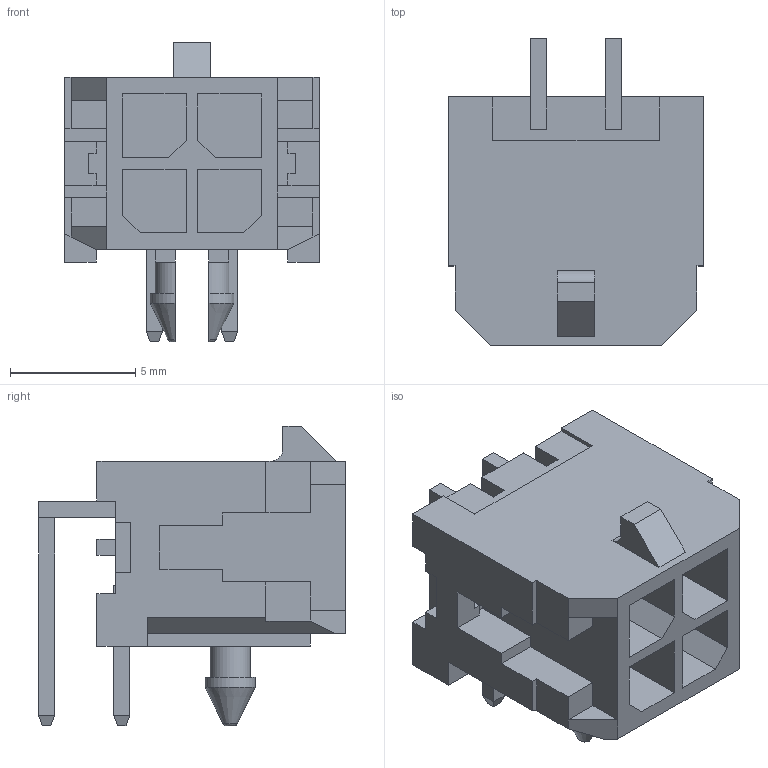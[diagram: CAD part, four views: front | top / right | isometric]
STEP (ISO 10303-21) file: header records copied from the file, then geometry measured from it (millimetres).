
FILE_DESCRIPTION((''),'2;1');
FILE_NAME('MOLEX_43045-0401.stp','2013-02-28T10:24:06',(''),(''),'Mechanical Desktop 2011','Mechanical Desktop 2011',', , ');
FILE_SCHEMA(('AUTOMOTIVE_DESIGN { 1 2 10303 214 1 1 1 1 }'));
Length unit declared in the file: millimetre
Products named in the file (1): Product
Bounding box: 10.15 x 12.24 x 11.95 mm (x, y, z)
Volume: 436.7 mm3; surface area: 944.2 mm2
Topology: 7 solids, 7 shells, 218 faces, 565 edges, 364 vertices
Faces by surface type: plane 197, bspline 14, cylinder 5, cone 2
Entity records: 6599 total; most frequent: CARTESIAN_POINT 1270, ORIENTED_EDGE 1126, DIRECTION 991, EDGE_CURVE 563, VECTOR 545, LINE 545, VERTEX_POINT 364, AXIS2_PLACEMENT_3D 223
